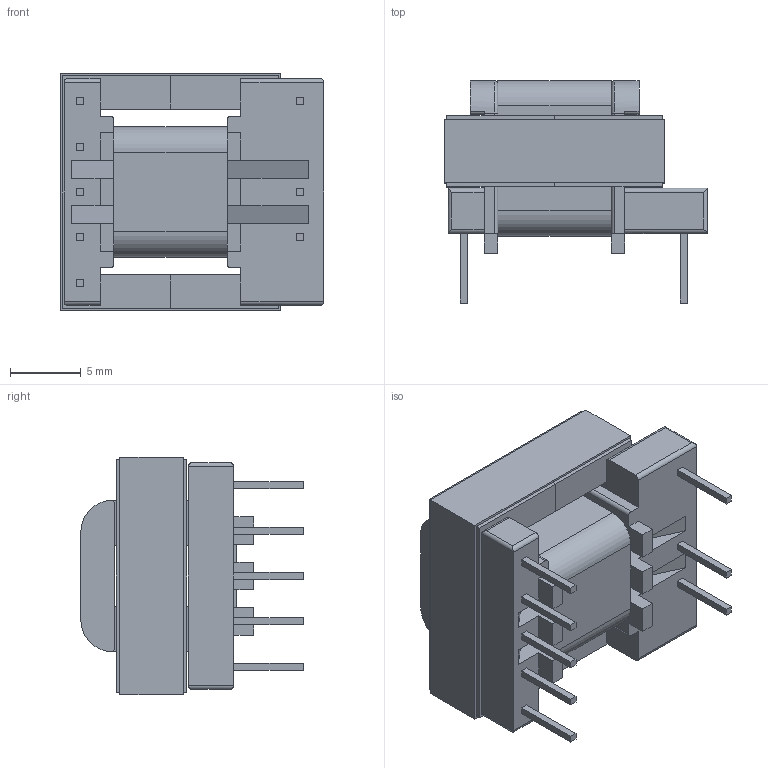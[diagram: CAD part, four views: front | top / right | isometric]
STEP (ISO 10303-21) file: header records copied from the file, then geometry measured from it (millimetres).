
FILE_DESCRIPTION (( 'STEP AP214' ), '1' );
FILE_NAME ('EE16-7-5_5472_MP7-10.STEP', '2021-07-01T19:06:44', ( '' ), ( '' ), 'SwSTEP 2.0', 'SolidWorks 2017', '' );
FILE_SCHEMA (( 'AUTOMOTIVE_DESIGN' ));
Length unit declared in the file: millimetre
Products named in the file (5): 070-5472_6B; 150-1261_6C; EE16-7-5_5472_MP7-10; 440-9989-1261; 070-5472_coil
Assembly tree (5 placements, depth 2):
  EE16-7-5_5472_MP7-10
    070-5472_6B
    070-5472_coil
    150-1261_6C  x2
    440-9989-1261
Bounding box: 18.55 x 15.69 x 16.72 mm (x, y, z)
Volume: 2159.9 mm3; surface area: 3616.3 mm2
Topology: 5 solids, 5 shells, 186 faces, 490 edges, 320 vertices
Faces by surface type: plane 152, cylinder 30, torus 4
Entity records: 5936 total; most frequent: CARTESIAN_POINT 986, ORIENTED_EDGE 908, DIRECTION 866, EDGE_CURVE 454, VECTOR 386, LINE 386, VERTEX_POINT 296, AXIS2_PLACEMENT_3D 240
